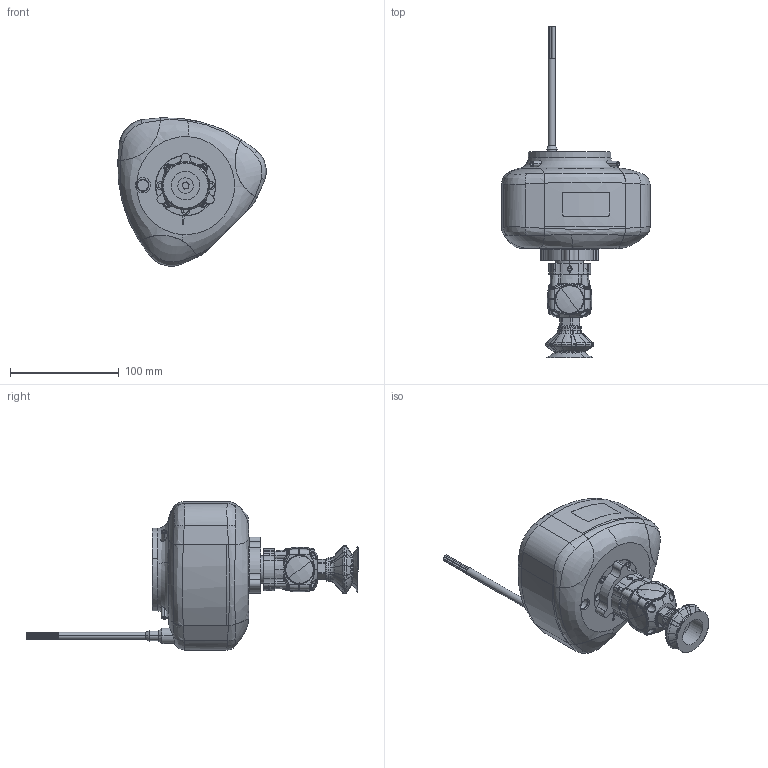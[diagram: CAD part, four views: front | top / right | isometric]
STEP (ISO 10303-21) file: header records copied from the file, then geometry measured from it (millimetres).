
FILE_DESCRIPTION(('STEP AP203'),'1');
FILE_NAME('10_03_01_00505.stp','2023-05-03T13:53:57',('TraceParts'),('TraceParts S.A.'),'Spatial InterOp 3D',' ',' ');
FILE_SCHEMA(('CONFIG_CONTROL_DESIGN'));
Length unit declared in the file: millimetre
Products named in the file (1): 1
Bounding box: 136.28 x 304.9 x 136.28 mm (x, y, z)
Volume: 1063006.4 mm3; surface area: 201895.7 mm2
Topology: 53 solids, 54 shells, 4365 faces, 10803 edges, 6655 vertices
Faces by surface type: plane 1190, bspline 1157, cylinder 1095, torus 476, cone 327, sphere 120
Entity records: 183094 total; most frequent: CARTESIAN_POINT 86721, ORIENTED_EDGE 21354, DIRECTION 18219, EDGE_CURVE 10677, AXIS2_PLACEMENT_3D 7077, VERTEX_POINT 6655, EDGE_LOOP 4738, ADVANCED_FACE 4365
